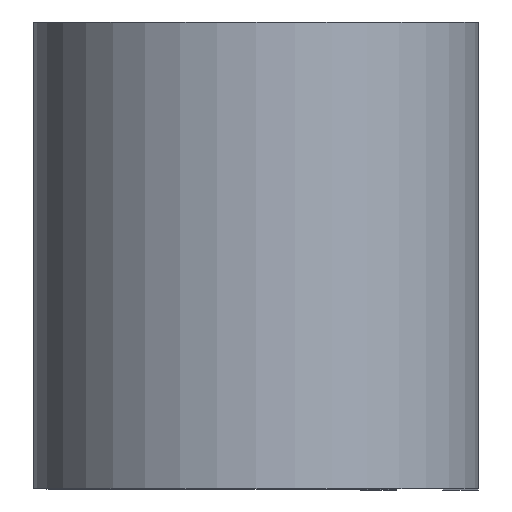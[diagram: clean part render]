
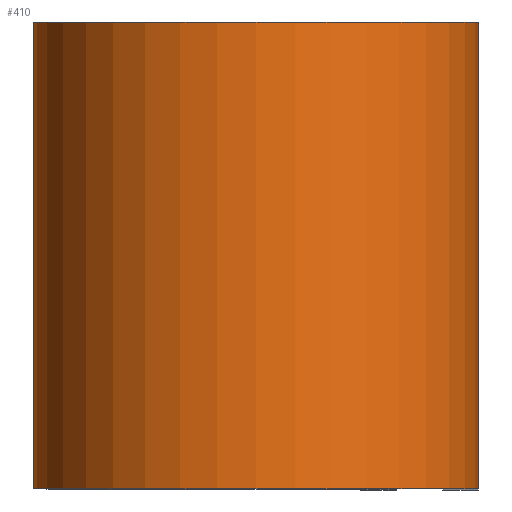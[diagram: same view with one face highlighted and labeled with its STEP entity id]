
A CAD part, top view. The second image highlights one B-rep face of the part: STEP entity #410.
In plain terms, the highlighted cylindrical face has radius 7.569 mm (diameter 15.138 mm), a partial arc.
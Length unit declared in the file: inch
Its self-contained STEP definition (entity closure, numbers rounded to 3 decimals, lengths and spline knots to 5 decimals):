
#5 = DIRECTION ( 'NONE',  ( 0., 1., 0. ) ) ;
#51 = CARTESIAN_POINT ( 'NONE',  ( 0., -0.3125, 0. ) ) ;
#57 = AXIS2_PLACEMENT_3D ( 'NONE', #368, #367, #364 ) ;
#88 = DIRECTION ( 'NONE',  ( 1., 0., 0. ) ) ;
#92 = EDGE_CURVE ( 'NONE', #457, #164, #205, .T. ) ;
#128 = LINE ( 'NONE', #192, #518 ) ;
#133 = DIRECTION ( 'NONE',  ( 0., -1., 0. ) ) ;
#164 = VERTEX_POINT ( 'NONE', #547 ) ;
#174 = DIRECTION ( 'NONE',  ( 0., 0., -1. ) ) ;
#181 = CIRCLE ( 'NONE', #400, 0.298 ) ;
#183 = CARTESIAN_POINT ( 'NONE',  ( 0., 0.3125, -0.298 ) ) ;
#192 = CARTESIAN_POINT ( 'NONE',  ( 0.298, 0.3125, 0. ) ) ;
#205 = CIRCLE ( 'NONE', #57, 0.298 ) ;
#230 = CARTESIAN_POINT ( 'NONE',  ( 0., 0.3125, 0. ) ) ;
#232 = CARTESIAN_POINT ( 'NONE',  ( 0.298, -0.3125, 0. ) ) ;
#304 = DIRECTION ( 'NONE',  ( 0., -1., 0. ) ) ;
#363 = AXIS2_PLACEMENT_3D ( 'NONE', #230, #133, #174 ) ;
#364 = DIRECTION ( 'NONE',  ( 1., 0., 0. ) ) ;
#367 = DIRECTION ( 'NONE',  ( 0., 1., 0. ) ) ;
#368 = CARTESIAN_POINT ( 'NONE',  ( 0., 0.3125, 0. ) ) ;
#380 = ORIENTED_EDGE ( 'NONE', *, *, #633, .F. ) ;
#386 = EDGE_CURVE ( 'NONE', #457, #487, #511, .T. ) ;
#400 = AXIS2_PLACEMENT_3D ( 'NONE', #51, #5, #88 ) ;
#410 = ADVANCED_FACE ( 'NONE', ( #610 ), #462, .T. ) ;
#423 = CARTESIAN_POINT ( 'NONE',  ( 0., -0.3125, -0.298 ) ) ;
#426 = EDGE_CURVE ( 'NONE', #487, #431, #181, .T. ) ;
#431 = VERTEX_POINT ( 'NONE', #232 ) ;
#451 = CARTESIAN_POINT ( 'NONE',  ( 0., 0.3125, -0.298 ) ) ;
#457 = VERTEX_POINT ( 'NONE', #183 ) ;
#462 = CYLINDRICAL_SURFACE ( 'NONE', #363, 0.298 ) ;
#478 = VECTOR ( 'NONE', #304, 39.37008 ) ;
#487 = VERTEX_POINT ( 'NONE', #423 ) ;
#511 = LINE ( 'NONE', #451, #478 ) ;
#518 = VECTOR ( 'NONE', #540, 39.37008 ) ;
#540 = DIRECTION ( 'NONE',  ( 0., -1., 0. ) ) ;
#547 = CARTESIAN_POINT ( 'NONE',  ( 0.298, 0.3125, 0. ) ) ;
#551 = ORIENTED_EDGE ( 'NONE', *, *, #92, .F. ) ;
#564 = ORIENTED_EDGE ( 'NONE', *, *, #426, .T. ) ;
#568 = EDGE_LOOP ( 'NONE', ( #564, #380, #551, #607 ) ) ;
#607 = ORIENTED_EDGE ( 'NONE', *, *, #386, .T. ) ;
#610 = FACE_OUTER_BOUND ( 'NONE', #568, .T. ) ;
#633 = EDGE_CURVE ( 'NONE', #164, #431, #128, .T. ) ;
